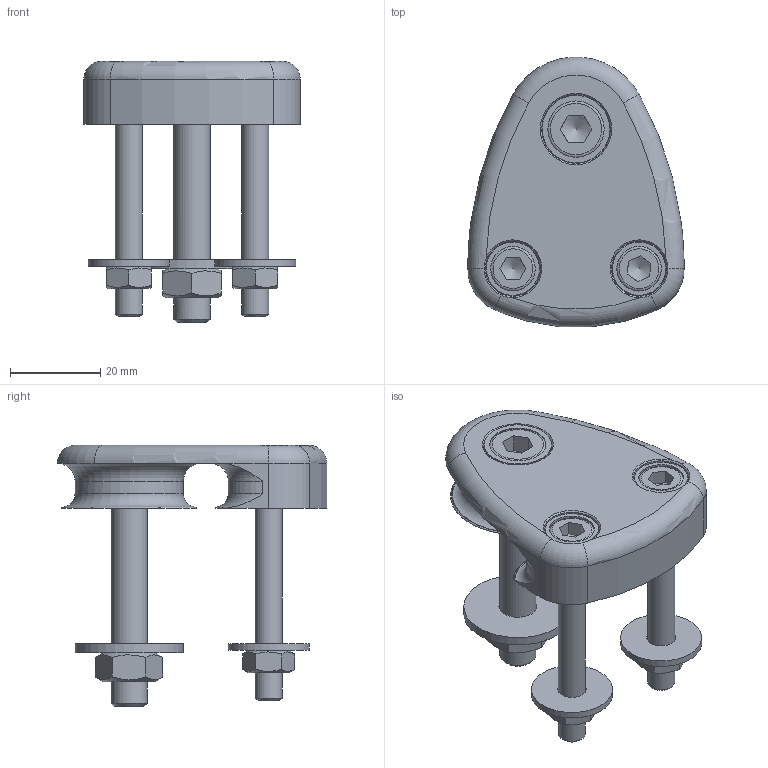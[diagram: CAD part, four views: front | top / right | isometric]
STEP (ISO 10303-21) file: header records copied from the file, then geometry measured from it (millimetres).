
FILE_DESCRIPTION(/* description */ (''),/* implementation_level */ '2;1');
FILE_NAME(/* name */ 'D3008-Nuovo.stp',/* time_stamp */ '2018-10-01T09:08:21+02:00',/* author */ ('francesca'),/* organization */ (''),/* preprocessor_version */ 'ST-DEVELOPER v16.5',/* originating_system */ 'Autodesk Inventor 2017',/* authorisation */ '');
FILE_SCHEMA (('AUTOMOTIVE_DESIGN { 1 0 10303 214 3 1 1 }'));
Length unit declared in the file: millimetre
Products named in the file (1): 18092701
Bounding box: 48 x 59.79 x 58 mm (x, y, z)
Volume: 28658.7 mm3; surface area: 14880.9 mm2
Topology: 1 solids, 1 shells, 157 faces, 351 edges, 221 vertices
Faces by surface type: plane 67, cylinder 35, torus 25, cone 22, bspline 8
Full cylindrical faces by diameter (mm): 4.05 x2, 6 x4, 6.4 x2, 7.25 x2, 8 x2, 8.4 x1, 9.75 x1, 9.9 x2, 11.8 x2, 12.2 x2, 12.5 x1, 15 x1, 15.2 x1, 18 x2, 24 x2
Entity records: 4094 total; most frequent: CARTESIAN_POINT 986, DIRECTION 648, ORIENTED_EDGE 566, AXIS2_PLACEMENT_3D 287, EDGE_CURVE 283, EDGE_LOOP 234, VERTEX_POINT 205, FACE_OUTER_BOUND 157
